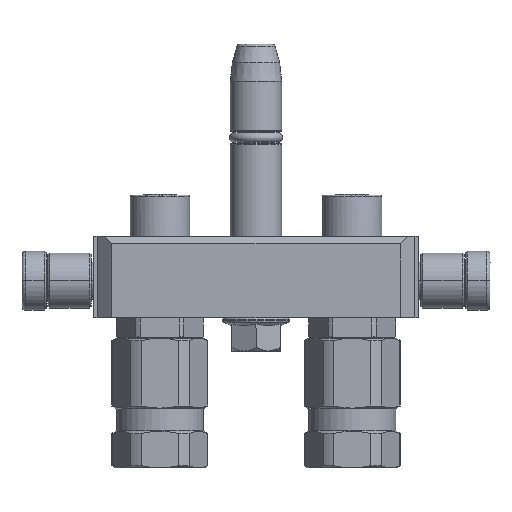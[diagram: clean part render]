
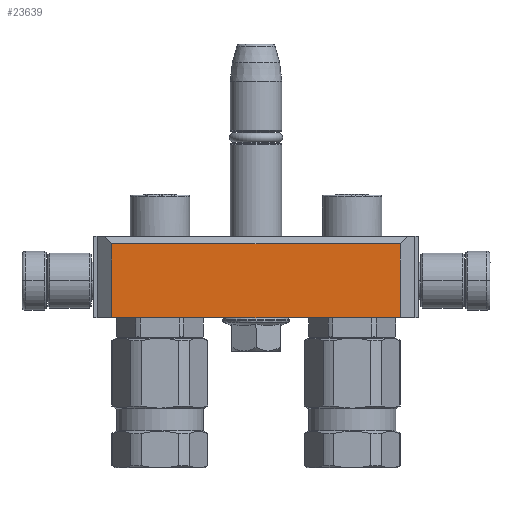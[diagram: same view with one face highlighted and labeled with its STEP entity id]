
A CAD part, left-side view. The second image highlights one B-rep face of the part: STEP entity #23639.
In plain terms, the highlighted planar face has unit normal (-1, 0, 0).
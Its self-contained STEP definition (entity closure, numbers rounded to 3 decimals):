
#1335 = AXIS2_PLACEMENT_3D ( 'NONE', #8252, #33443, #21118 ) ;
#1809 = EDGE_CURVE ( 'NONE', #16876, #28244, #23300, .T. ) ;
#1824 = DIRECTION ( 'NONE',  ( 0., 1., 0. ) ) ;
#5158 = FACE_OUTER_BOUND ( 'NONE', #32669, .T. ) ;
#5176 = VECTOR ( 'NONE', #1824, 1000. ) ;
#5870 = DIRECTION ( 'NONE',  ( 0., 0., -1. ) ) ;
#7772 = CARTESIAN_POINT ( 'NONE',  ( -40., -39., 22. ) ) ;
#7908 = DIRECTION ( 'NONE',  ( 0., 0., -1. ) ) ;
#8252 = CARTESIAN_POINT ( 'NONE',  ( -40., 44., 0. ) ) ;
#9446 = VERTEX_POINT ( 'NONE', #11942 ) ;
#10454 = EDGE_CURVE ( 'NONE', #9446, #22095, #14123, .T. ) ;
#10614 = ORIENTED_EDGE ( 'NONE', *, *, #1809, .F. ) ;
#10788 = VECTOR ( 'NONE', #5870, 1000. ) ;
#11942 = CARTESIAN_POINT ( 'NONE',  ( -40., 39., 22. ) ) ;
#14123 = LINE ( 'NONE', #35295, #24901 ) ;
#14166 = PLANE ( 'NONE',  #1335 ) ;
#16213 = ORIENTED_EDGE ( 'NONE', *, *, #10454, .F. ) ;
#16876 = VERTEX_POINT ( 'NONE', #33858 ) ;
#17532 = VECTOR ( 'NONE', #7908, 1000. ) ;
#17782 = CARTESIAN_POINT ( 'NONE',  ( -40., 39., 22. ) ) ;
#20044 = CARTESIAN_POINT ( 'NONE',  ( -40., 39., 2. ) ) ;
#20739 = CARTESIAN_POINT ( 'NONE',  ( -40., -39., 2. ) ) ;
#21118 = DIRECTION ( 'NONE',  ( 0., -1., 0. ) ) ;
#22095 = VERTEX_POINT ( 'NONE', #29426 ) ;
#23300 = LINE ( 'NONE', #20739, #5176 ) ;
#23639 = ADVANCED_FACE ( 'NONE', ( #5158 ), #14166, .T. ) ;
#24394 = LINE ( 'NONE', #7772, #17532 ) ;
#24901 = VECTOR ( 'NONE', #28840, 1000. ) ;
#27490 = ORIENTED_EDGE ( 'NONE', *, *, #34333, .T. ) ;
#27716 = EDGE_CURVE ( 'NONE', #22095, #16876, #24394, .T. ) ;
#28244 = VERTEX_POINT ( 'NONE', #20044 ) ;
#28840 = DIRECTION ( 'NONE',  ( 0., -1., 0. ) ) ;
#29396 = LINE ( 'NONE', #17782, #10788 ) ;
#29426 = CARTESIAN_POINT ( 'NONE',  ( -40., -39., 22. ) ) ;
#32669 = EDGE_LOOP ( 'NONE', ( #16213, #27490, #10614, #37127 ) ) ;
#33443 = DIRECTION ( 'NONE',  ( -1., 0., 0. ) ) ;
#33858 = CARTESIAN_POINT ( 'NONE',  ( -40., -39., 2. ) ) ;
#34333 = EDGE_CURVE ( 'NONE', #9446, #28244, #29396, .T. ) ;
#35295 = CARTESIAN_POINT ( 'NONE',  ( -40., 39., 22. ) ) ;
#37127 = ORIENTED_EDGE ( 'NONE', *, *, #27716, .F. ) ;
